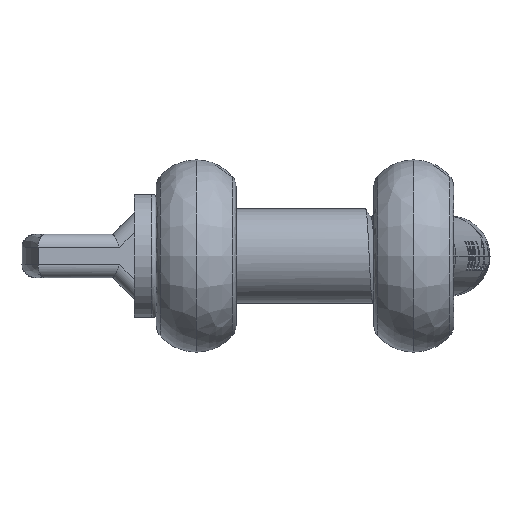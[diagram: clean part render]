
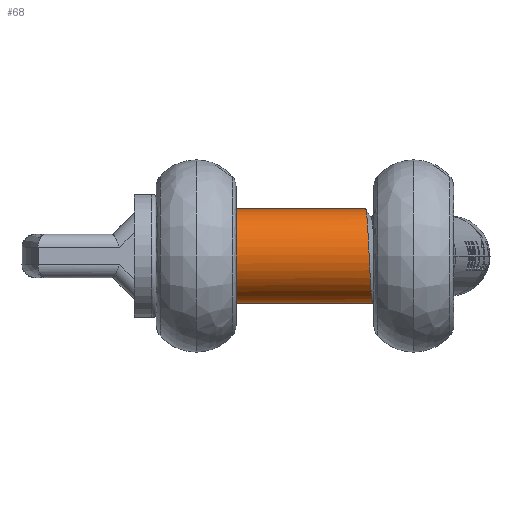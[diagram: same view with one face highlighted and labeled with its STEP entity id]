
A CAD part, front view. The second image highlights one B-rep face of the part: STEP entity #68.
In plain terms, the highlighted cylindrical face has radius 6.5 mm (diameter 13 mm), a partial arc.
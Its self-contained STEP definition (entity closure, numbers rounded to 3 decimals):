
#68=ADVANCED_FACE('NONE',(#431),#432,.T.);
#431=FACE_OUTER_BOUND('',#1158,.T.);
#432=CYLINDRICAL_SURFACE('',#1159,6.5);
#1158=EDGE_LOOP('',(#8055,#8056,#8057,#8058));
#1159=AXIS2_PLACEMENT_3D('',#8059,#8060,#8061);
#8055=ORIENTED_EDGE('',*,*,#10617,.F.);
#8056=ORIENTED_EDGE('',*,*,#10625,.F.);
#8057=ORIENTED_EDGE('',*,*,#10624,.T.);
#8058=ORIENTED_EDGE('',*,*,#10626,.F.);
#8059=CARTESIAN_POINT('',(-20.25,0.0,0.0));
#8060=DIRECTION('',(-1.0,0.0,0.0));
#8061=DIRECTION('',(0.0,0.0,-1.0));
#10617=EDGE_CURVE('NONE',#11611,#11614,#11615,.T.);
#10624=EDGE_CURVE('NONE',#11612,#11626,#11628,.T.);
#10625=EDGE_CURVE('NONE',#11612,#11611,#11629,.T.);
#10626=EDGE_CURVE('NONE',#11614,#11626,#11630,.T.);
#11611=VERTEX_POINT('NONE',#13251);
#11612=VERTEX_POINT('NONE',#13252);
#11614=VERTEX_POINT('NONE',#13254);
#11615=LINE('',#13255,#13256);
#11626=VERTEX_POINT('NONE',#13338);
#11628=LINE('',#13382,#13383);
#11629=CIRCLE('',#13384,6.5);
#11630=B_SPLINE_CURVE_WITH_KNOTS('',3,(#13385,#13386,#13387,#13388,#13389,#13390,#13391,#13392,#13393,#13394,#13395,#13396,#13397,#13398,#13399,#13400,#13401,#13402,#13403,#13404,#13405,#13406,#13407,#13408,#13409,#13410,#13411,#13412,#13413,#13414,#13415,#13416,#13417,#13418,#13419,#13420,#13421,#13422,#13423,#13424,#13425,#13426,#13427),.UNSPECIFIED.,.F.,.F.,(4,2,2,2,2,2,2,2,1,2,2,2,2,2,2,2,2,2,2,2,2,4),(0.013,0.014,0.015,0.016,0.017,0.018,0.019,0.02,0.021,0.021,0.022,0.023,0.024,0.026,0.026,0.027,0.028,0.03,0.03,0.031,0.032,0.033),.UNSPECIFIED.);
#13251=CARTESIAN_POINT('',(-20.25,0.,6.5));
#13252=CARTESIAN_POINT('',(-20.25,0.,-6.5));
#13254=CARTESIAN_POINT('',(8.354,0.,6.5));
#13255=CARTESIAN_POINT('',(-20.25,0.,6.5));
#13256=VECTOR('',#21110,1000.0);
#13338=CARTESIAN_POINT('',(9.34,0.,-6.5));
#13382=CARTESIAN_POINT('',(-20.25,0.0,-6.5));
#13383=VECTOR('',#21112,1000.0);
#13384=AXIS2_PLACEMENT_3D('',#21113,#21114,#21115);
#13385=CARTESIAN_POINT('',(8.354,0.,6.5));
#13386=CARTESIAN_POINT('',(8.375,-0.429,6.5));
#13387=CARTESIAN_POINT('',(8.395,-0.852,6.458));
#13388=CARTESIAN_POINT('',(8.425,-1.475,6.334));
#13389=CARTESIAN_POINT('',(8.436,-1.681,6.283));
#13390=CARTESIAN_POINT('',(8.456,-2.089,6.159));
#13391=CARTESIAN_POINT('',(8.467,-2.292,6.086));
#13392=CARTESIAN_POINT('',(8.498,-2.882,5.842));
#13393=CARTESIAN_POINT('',(8.518,-3.255,5.642));
#13394=CARTESIAN_POINT('',(8.559,-3.962,5.17));
#13395=CARTESIAN_POINT('',(8.58,-4.297,4.896));
#13396=CARTESIAN_POINT('',(8.621,-4.896,4.296));
#13397=CARTESIAN_POINT('',(8.642,-5.165,3.969));
#13398=CARTESIAN_POINT('',(8.673,-5.522,3.436));
#13399=CARTESIAN_POINT('',(8.683,-5.632,3.252));
#13400=CARTESIAN_POINT('',(8.703,-5.833,2.876));
#13401=CARTESIAN_POINT('',(8.723,-6.014,2.493));
#13402=CARTESIAN_POINT('',(8.744,-6.157,2.094));
#13403=CARTESIAN_POINT('',(8.764,-6.281,1.688));
#13404=CARTESIAN_POINT('',(8.775,-6.333,1.479));
#13405=CARTESIAN_POINT('',(8.806,-6.458,0.85));
#13406=CARTESIAN_POINT('',(8.827,-6.5,0.428));
#13407=CARTESIAN_POINT('',(8.867,-6.5,-0.42));
#13408=CARTESIAN_POINT('',(8.888,-6.458,-0.85));
#13409=CARTESIAN_POINT('',(8.929,-6.292,-1.684));
#13410=CARTESIAN_POINT('',(8.95,-6.17,-2.089));
#13411=CARTESIAN_POINT('',(8.981,-5.926,-2.679));
#13412=CARTESIAN_POINT('',(8.991,-5.834,-2.874));
#13413=CARTESIAN_POINT('',(9.012,-5.633,-3.25));
#13414=CARTESIAN_POINT('',(9.022,-5.524,-3.433));
#13415=CARTESIAN_POINT('',(9.052,-5.171,-3.961));
#13416=CARTESIAN_POINT('',(9.073,-4.903,-4.289));
#13417=CARTESIAN_POINT('',(9.115,-4.297,-4.896));
#13418=CARTESIAN_POINT('',(9.135,-3.967,-5.166));
#13419=CARTESIAN_POINT('',(9.165,-3.44,-5.519));
#13420=CARTESIAN_POINT('',(9.176,-3.258,-5.629));
#13421=CARTESIAN_POINT('',(9.196,-2.882,-5.83));
#13422=CARTESIAN_POINT('',(9.206,-2.687,-5.922));
#13423=CARTESIAN_POINT('',(9.237,-2.096,-6.167));
#13424=CARTESIAN_POINT('',(9.258,-1.691,-6.29));
#13425=CARTESIAN_POINT('',(9.299,-0.859,-6.457));
#13426=CARTESIAN_POINT('',(9.32,-0.429,-6.5));
#13427=CARTESIAN_POINT('',(9.34,0.,-6.5));
#21110=DIRECTION('',(1.0,0.0,0.0));
#21112=DIRECTION('',(1.0,0.0,0.0));
#21113=CARTESIAN_POINT('',(-20.25,0.0,0.0));
#21114=DIRECTION('',(-1.0,-0.0,0.0));
#21115=DIRECTION('',(0.0,0.,-1.0));
